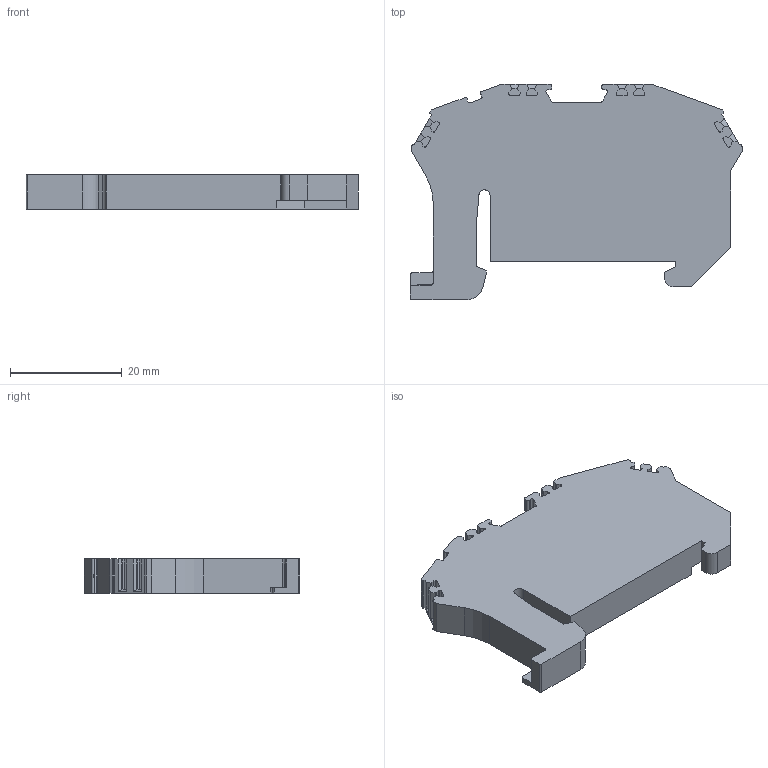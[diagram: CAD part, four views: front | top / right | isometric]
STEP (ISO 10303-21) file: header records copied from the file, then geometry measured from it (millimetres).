
FILE_DESCRIPTION((''),'2;1');
FILE_NAME('ZES35_ISO_STEP','2009-01-19T',('Stollb'),(''),'PRO/ENGINEER BY PARAMETRIC TECHNOLOGY CORPORATION, 2007390','PRO/ENGINEER BY PARAMETRIC TECHNOLOGY CORPORATION, 2007390','');
FILE_SCHEMA(('CONFIG_CONTROL_DESIGN'));
Length unit declared in the file: millimetre
Products named in the file (1): ZES35_ISO_STEP
Bounding box: 59.3 x 38.5 x 6.1 mm (x, y, z)
Volume: 9661.4 mm3; surface area: 5366.3 mm2
Topology: 1 solids, 1 shells, 221 faces, 639 edges, 422 vertices
Faces by surface type: plane 166, cylinder 55
Entity records: 7381 total; most frequent: CARTESIAN_POINT 1439, ORIENTED_EDGE 1278, DIRECTION 1176, EDGE_CURVE 639, VECTOR 524, LINE 524, VERTEX_POINT 422, AXIS2_PLACEMENT_3D 326
